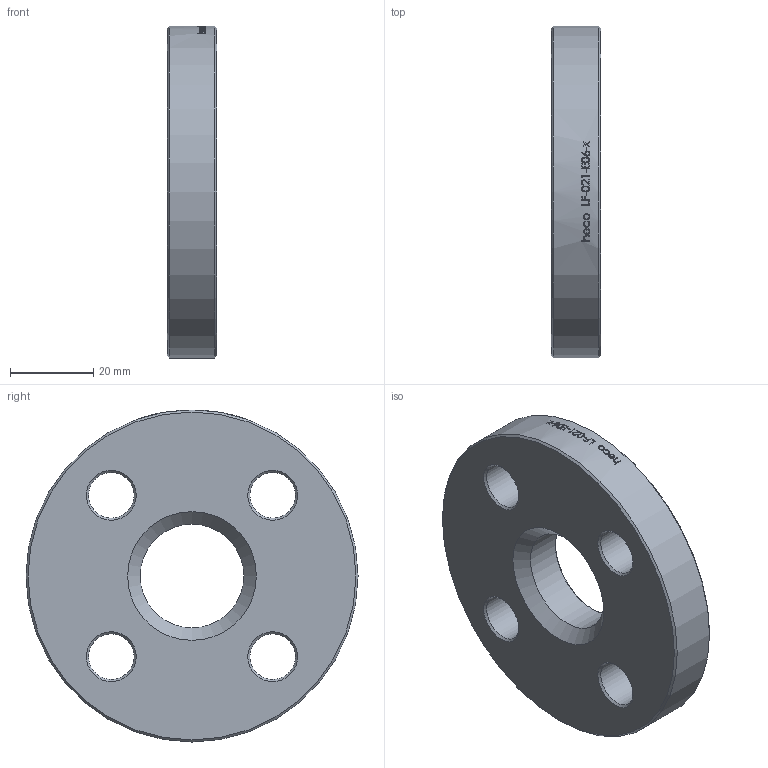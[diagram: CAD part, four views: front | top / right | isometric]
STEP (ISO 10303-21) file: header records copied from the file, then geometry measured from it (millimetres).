
FILE_DESCRIPTION (( 'STEP AP214' ), '1' );
FILE_NAME ('LF-021-E06-x Loser Flansch 2012.STEP', '2020-12-09T13:56:57', ( '' ), ( '' ), 'SwSTEP 2.0', 'SolidWorks 2019', '' );
FILE_SCHEMA (( 'AUTOMOTIVE_DESIGN' ));
Length unit declared in the file: millimetre
Products named in the file (1): LF-021-E06-x Loser Flansch 2012
Bounding box: 12 x 80 x 80 mm (x, y, z)
Volume: 49380.3 mm3; surface area: 13553.3 mm2
Topology: 1 solids, 1 shells, 41 faces, 199 edges, 180 vertices
Faces by surface type: cylinder 27, cone 12, plane 2
Full cylindrical faces by diameter (mm): 11 x4, 25 x1, 80 x1
Entity records: 3710 total; most frequent: CARTESIAN_POINT 2015, ORIENTED_EDGE 344, DIRECTION 230, EDGE_CURVE 172, VERTEX_POINT 172, AXIS2_PLACEMENT_3D 101, EDGE_LOOP 90, B_SPLINE_CURVE_WITH_KNOTS 85
